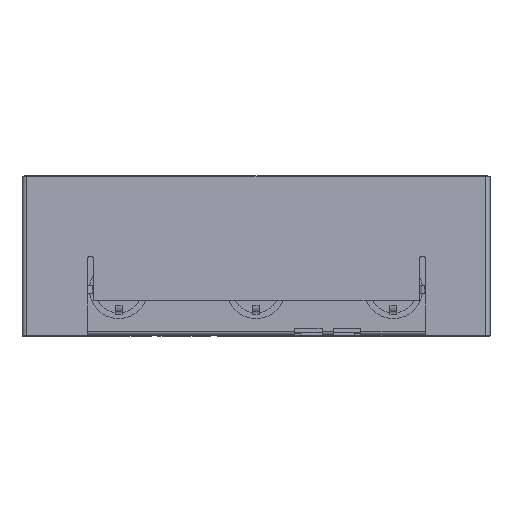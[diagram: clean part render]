
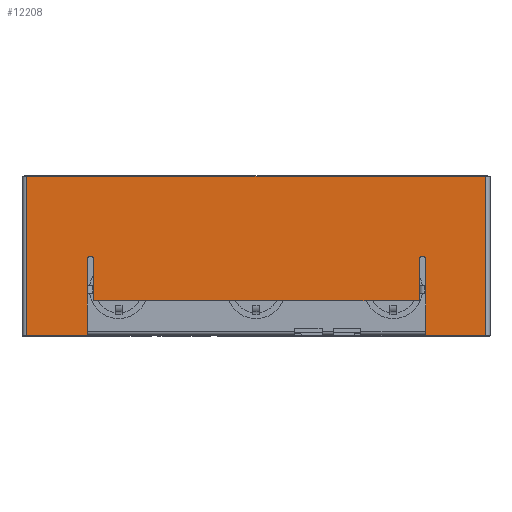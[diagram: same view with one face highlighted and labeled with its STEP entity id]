
A CAD part, top view. The second image highlights one B-rep face of the part: STEP entity #12208.
In plain terms, the highlighted face is planar.
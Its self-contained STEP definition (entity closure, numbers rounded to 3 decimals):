
#248 = ORIENTED_EDGE ( 'NONE', *, *, #28781, .T. ) ;
#732 = DIRECTION ( 'NONE',  ( 1., 0., 0. ) ) ;
#1197 = DIRECTION ( 'NONE',  ( 0., 1., 0. ) ) ;
#1932 = CARTESIAN_POINT ( 'NONE',  ( 175., 0., -102.2 ) ) ;
#2114 = DIRECTION ( 'NONE',  ( 0., -1., 0. ) ) ;
#2227 = DIRECTION ( 'NONE',  ( 1., 0., 0. ) ) ;
#2237 = EDGE_CURVE ( 'NONE', #41231, #25161, #37354, .T. ) ;
#3658 = CARTESIAN_POINT ( 'NONE',  ( 27., 0., -102.2 ) ) ;
#4050 = CARTESIAN_POINT ( 'NONE',  ( 175., 33., -102.2 ) ) ;
#5277 = EDGE_CURVE ( 'NONE', #19082, #27504, #19155, .T. ) ;
#5370 = ORIENTED_EDGE ( 'NONE', *, *, #42449, .T. ) ;
#5655 = EDGE_CURVE ( 'NONE', #12156, #39220, #19321, .T. ) ;
#6447 = EDGE_CURVE ( 'NONE', #18290, #10838, #33362, .T. ) ;
#8831 = VECTOR ( 'NONE', #13225, 1000. ) ;
#9088 = ORIENTED_EDGE ( 'NONE', *, *, #15550, .T. ) ;
#9128 = CARTESIAN_POINT ( 'NONE',  ( 173.5, 33., -102.2 ) ) ;
#9167 = DIRECTION ( 'NONE',  ( 0., 0., 1. ) ) ;
#9648 = CARTESIAN_POINT ( 'NONE',  ( 0., 69.5, -102.2 ) ) ;
#10440 = EDGE_CURVE ( 'NONE', #41663, #10838, #22354, .T. ) ;
#10838 = VERTEX_POINT ( 'NONE', #30446 ) ;
#11286 = CARTESIAN_POINT ( 'NONE',  ( 1., 0., -102.2 ) ) ;
#12156 = VERTEX_POINT ( 'NONE', #21554 ) ;
#12208 = ADVANCED_FACE ( 'NONE', ( #31525 ), #40952, .F. ) ;
#13225 = DIRECTION ( 'NONE',  ( -1., 0., 0. ) ) ;
#13610 = ORIENTED_EDGE ( 'NONE', *, *, #5277, .T. ) ;
#15550 = EDGE_CURVE ( 'NONE', #16156, #45336, #37512, .T. ) ;
#16156 = VERTEX_POINT ( 'NONE', #28233 ) ;
#18290 = VERTEX_POINT ( 'NONE', #19227 ) ;
#18307 = LINE ( 'NONE', #39631, #26532 ) ;
#18369 = DIRECTION ( 'NONE',  ( -1., 0., 0. ) ) ;
#18516 = DIRECTION ( 'NONE',  ( 1., 0., 0. ) ) ;
#19016 = ORIENTED_EDGE ( 'NONE', *, *, #2237, .T. ) ;
#19082 = VERTEX_POINT ( 'NONE', #28020 ) ;
#19155 = LINE ( 'NONE', #11286, #43863 ) ;
#19160 = DIRECTION ( 'NONE',  ( 0., 0., 1. ) ) ;
#19227 = CARTESIAN_POINT ( 'NONE',  ( 30., 15., -102.2 ) ) ;
#19321 = LINE ( 'NONE', #47367, #20234 ) ;
#19363 = VECTOR ( 'NONE', #26486, 1000. ) ;
#20026 = VERTEX_POINT ( 'NONE', #26753 ) ;
#20234 = VECTOR ( 'NONE', #2114, 1000. ) ;
#21227 = EDGE_CURVE ( 'NONE', #45336, #19082, #33714, .T. ) ;
#21554 = CARTESIAN_POINT ( 'NONE',  ( 201.4, 69.5, -102.2 ) ) ;
#21802 = CIRCLE ( 'NONE', #34810, 1.5 ) ;
#22333 = CARTESIAN_POINT ( 'NONE',  ( 172., 15., -102.2 ) ) ;
#22354 = LINE ( 'NONE', #44616, #27976 ) ;
#22627 = ORIENTED_EDGE ( 'NONE', *, *, #6447, .F. ) ;
#23534 = EDGE_CURVE ( 'NONE', #12156, #27504, #42434, .T. ) ;
#23715 = DIRECTION ( 'NONE',  ( 0., 0., 1. ) ) ;
#25161 = VERTEX_POINT ( 'NONE', #42160 ) ;
#26178 = DIRECTION ( 'NONE',  ( 0., -1., 0. ) ) ;
#26486 = DIRECTION ( 'NONE',  ( 0., -1., 0. ) ) ;
#26532 = VECTOR ( 'NONE', #32415, 1000. ) ;
#26753 = CARTESIAN_POINT ( 'NONE',  ( 30., 33., -102.2 ) ) ;
#26829 = DIRECTION ( 'NONE',  ( -1., 0., 0. ) ) ;
#27122 = VECTOR ( 'NONE', #18369, 1000. ) ;
#27504 = VERTEX_POINT ( 'NONE', #31243 ) ;
#27583 = CARTESIAN_POINT ( 'NONE',  ( 28.5, 33., -102.2 ) ) ;
#27976 = VECTOR ( 'NONE', #26178, 1000. ) ;
#28020 = CARTESIAN_POINT ( 'NONE',  ( 1., 0., -102.2 ) ) ;
#28233 = CARTESIAN_POINT ( 'NONE',  ( 27., 33., -102.2 ) ) ;
#28668 = LINE ( 'NONE', #28927, #27122 ) ;
#28781 = EDGE_CURVE ( 'NONE', #20026, #16156, #21802, .T. ) ;
#28927 = CARTESIAN_POINT ( 'NONE',  ( 0., 0., -102.2 ) ) ;
#29847 = EDGE_CURVE ( 'NONE', #18290, #20026, #18307, .T. ) ;
#30338 = AXIS2_PLACEMENT_3D ( 'NONE', #45673, #19160, #732 ) ;
#30446 = CARTESIAN_POINT ( 'NONE',  ( 172., 15., -102.2 ) ) ;
#30918 = AXIS2_PLACEMENT_3D ( 'NONE', #9128, #23715, #26829 ) ;
#31243 = CARTESIAN_POINT ( 'NONE',  ( 1., 69.5, -102.2 ) ) ;
#31525 = FACE_OUTER_BOUND ( 'NONE', #41245, .T. ) ;
#31544 = CARTESIAN_POINT ( 'NONE',  ( 201.4, 0., -102.2 ) ) ;
#32415 = DIRECTION ( 'NONE',  ( 0., 1., 0. ) ) ;
#33263 = DIRECTION ( 'NONE',  ( 0., 1., 0. ) ) ;
#33362 = LINE ( 'NONE', #22333, #35585 ) ;
#33493 = CARTESIAN_POINT ( 'NONE',  ( 0., 0., -102.2 ) ) ;
#33696 = ORIENTED_EDGE ( 'NONE', *, *, #29847, .T. ) ;
#33714 = LINE ( 'NONE', #33493, #46062 ) ;
#33989 = CIRCLE ( 'NONE', #30918, 1.5 ) ;
#34810 = AXIS2_PLACEMENT_3D ( 'NONE', #27583, #9167, #2227 ) ;
#35340 = ORIENTED_EDGE ( 'NONE', *, *, #23534, .F. ) ;
#35369 = CARTESIAN_POINT ( 'NONE',  ( 172., 33., -102.2 ) ) ;
#35585 = VECTOR ( 'NONE', #18516, 1000. ) ;
#35927 = VECTOR ( 'NONE', #33263, 1000. ) ;
#37078 = DIRECTION ( 'NONE',  ( -1., 0., 0. ) ) ;
#37138 = ORIENTED_EDGE ( 'NONE', *, *, #21227, .T. ) ;
#37354 = LINE ( 'NONE', #4050, #35927 ) ;
#37512 = LINE ( 'NONE', #38237, #19363 ) ;
#38237 = CARTESIAN_POINT ( 'NONE',  ( 27., 33., -102.2 ) ) ;
#39053 = ORIENTED_EDGE ( 'NONE', *, *, #10440, .T. ) ;
#39220 = VERTEX_POINT ( 'NONE', #31544 ) ;
#39631 = CARTESIAN_POINT ( 'NONE',  ( 30., 33., -102.2 ) ) ;
#39934 = ORIENTED_EDGE ( 'NONE', *, *, #5655, .T. ) ;
#40952 = PLANE ( 'NONE',  #30338 ) ;
#41231 = VERTEX_POINT ( 'NONE', #1932 ) ;
#41245 = EDGE_LOOP ( 'NONE', ( #39053, #22627, #33696, #248, #9088, #37138, #13610, #35340, #39934, #45684, #19016, #5370 ) ) ;
#41663 = VERTEX_POINT ( 'NONE', #35369 ) ;
#42160 = CARTESIAN_POINT ( 'NONE',  ( 175., 33., -102.2 ) ) ;
#42434 = LINE ( 'NONE', #9648, #8831 ) ;
#42449 = EDGE_CURVE ( 'NONE', #25161, #41663, #33989, .T. ) ;
#43085 = EDGE_CURVE ( 'NONE', #39220, #41231, #28668, .T. ) ;
#43863 = VECTOR ( 'NONE', #1197, 1000. ) ;
#44616 = CARTESIAN_POINT ( 'NONE',  ( 172., 33., -102.2 ) ) ;
#45336 = VERTEX_POINT ( 'NONE', #3658 ) ;
#45673 = CARTESIAN_POINT ( 'NONE',  ( 0., 69.5, -102.2 ) ) ;
#45684 = ORIENTED_EDGE ( 'NONE', *, *, #43085, .T. ) ;
#46062 = VECTOR ( 'NONE', #37078, 1000. ) ;
#47367 = CARTESIAN_POINT ( 'NONE',  ( 201.4, 69.5, -102.2 ) ) ;
